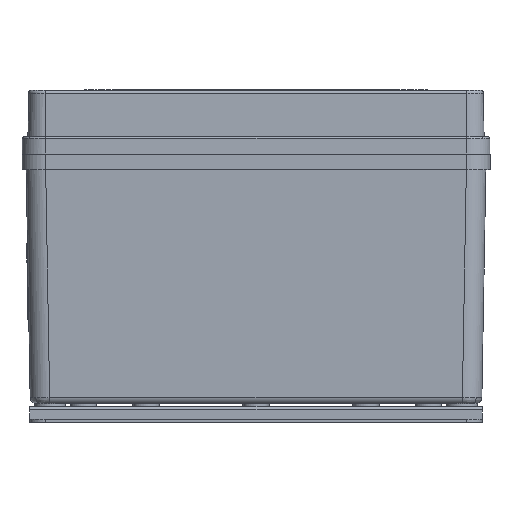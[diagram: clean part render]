
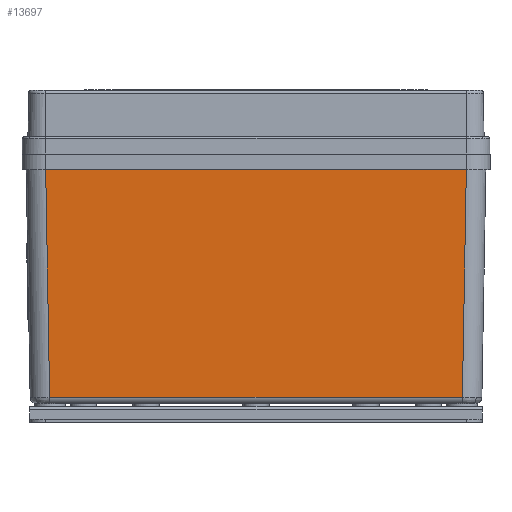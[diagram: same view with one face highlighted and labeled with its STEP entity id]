
A CAD part, front view. The second image highlights one B-rep face of the part: STEP entity #13697.
In plain terms, the highlighted face is planar.
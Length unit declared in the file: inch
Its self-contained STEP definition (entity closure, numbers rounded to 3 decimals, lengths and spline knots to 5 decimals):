
#8586 = VECTOR ( 'NONE', #83936, 39.37008 ) ;
#13697 = ADVANCED_FACE ( 'NONE', ( #62703 ), #128409, .T. ) ;
#14890 = DIRECTION ( 'NONE',  ( 0.017, 0.017, -1. ) ) ;
#16248 = ORIENTED_EDGE ( 'NONE', *, *, #53283, .T. ) ;
#17428 = VERTEX_POINT ( 'NONE', #22976 ) ;
#22976 = CARTESIAN_POINT ( 'NONE',  ( 2.60389, 3.84795, 3.07224 ) ) ;
#23971 = DIRECTION ( 'NONE',  ( 0., 1., 0.017 ) ) ;
#24576 = CARTESIAN_POINT ( 'NONE',  ( 2.65582, 3.89988, 0.09701 ) ) ;
#25755 = ORIENTED_EDGE ( 'NONE', *, *, #109356, .T. ) ;
#26796 = LINE ( 'NONE', #39095, #28758 ) ;
#28758 = VECTOR ( 'NONE', #131975, 39.37008 ) ;
#34337 = EDGE_LOOP ( 'NONE', ( #25755, #16248, #61711, #72491 ) ) ;
#35455 = CARTESIAN_POINT ( 'NONE',  ( -2.60389, 3.84795, 3.07224 ) ) ;
#39095 = CARTESIAN_POINT ( 'NONE',  ( -2.90354, 3.84795, 3.07224 ) ) ;
#42964 = VERTEX_POINT ( 'NONE', #35455 ) ;
#51779 = CARTESIAN_POINT ( 'NONE',  ( -2.90354, 3.89814, 0.19685 ) ) ;
#52891 = EDGE_CURVE ( 'NONE', #110067, #98073, #123980, .T. ) ;
#53283 = EDGE_CURVE ( 'NONE', #42964, #17428, #26796, .T. ) ;
#61711 = ORIENTED_EDGE ( 'NONE', *, *, #74071, .T. ) ;
#62703 = FACE_OUTER_BOUND ( 'NONE', #34337, .T. ) ;
#65918 = DIRECTION ( 'NONE',  ( 1., 0., 0. ) ) ;
#67455 = CARTESIAN_POINT ( 'NONE',  ( -2.65408, 3.89814, 0.19685 ) ) ;
#71770 = DIRECTION ( 'NONE',  ( -1., 0., 0. ) ) ;
#72491 = ORIENTED_EDGE ( 'NONE', *, *, #52891, .T. ) ;
#74071 = EDGE_CURVE ( 'NONE', #17428, #110067, #118713, .T. ) ;
#74957 = LINE ( 'NONE', #116141, #8586 ) ;
#81362 = VECTOR ( 'NONE', #71770, 39.37008 ) ;
#83936 = DIRECTION ( 'NONE',  ( 0.017, -0.017, 1. ) ) ;
#92563 = CARTESIAN_POINT ( 'NONE',  ( 2.65408, 3.89814, 0.19685 ) ) ;
#98073 = VERTEX_POINT ( 'NONE', #67455 ) ;
#99960 = VECTOR ( 'NONE', #14890, 39.37008 ) ;
#109356 = EDGE_CURVE ( 'NONE', #98073, #42964, #74957, .T. ) ;
#110067 = VERTEX_POINT ( 'NONE', #92563 ) ;
#116141 = CARTESIAN_POINT ( 'NONE',  ( -2.65759, 3.90165, -0.00429 ) ) ;
#118089 = CARTESIAN_POINT ( 'NONE',  ( -2.90354, 3.90157, 0. ) ) ;
#118713 = LINE ( 'NONE', #24576, #99960 ) ;
#123980 = LINE ( 'NONE', #51779, #81362 ) ;
#126159 = AXIS2_PLACEMENT_3D ( 'NONE', #118089, #23971, #65918 ) ;
#128409 = PLANE ( 'NONE',  #126159 ) ;
#131975 = DIRECTION ( 'NONE',  ( 1., 0., 0. ) ) ;
